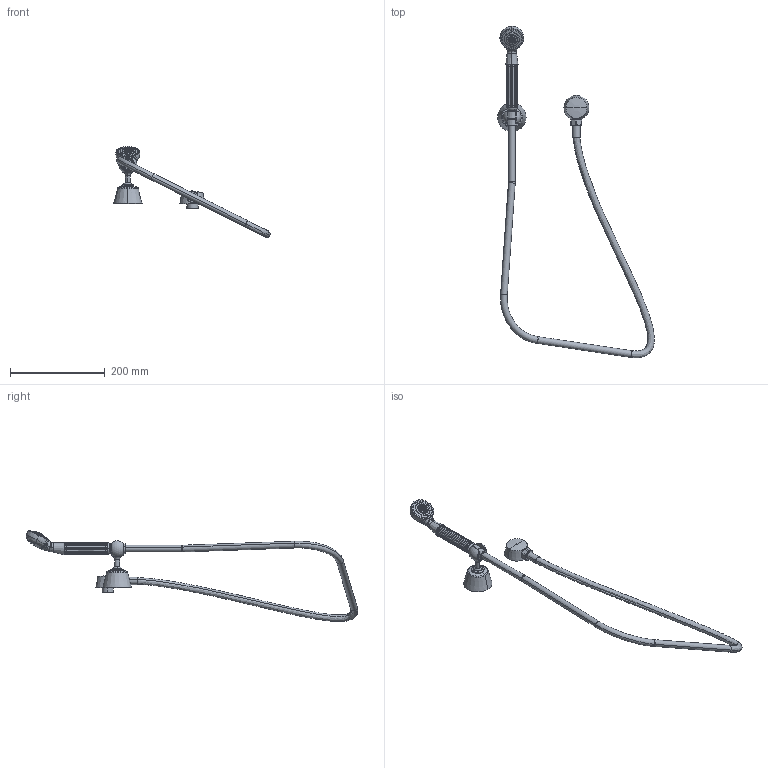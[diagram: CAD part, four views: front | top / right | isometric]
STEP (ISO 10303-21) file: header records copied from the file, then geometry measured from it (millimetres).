
FILE_DESCRIPTION((''),'2;1');
FILE_NAME('280A','2020-12-10T16:22:47',('jinson.thomas'),(''),'CREO PARAMETRIC BY PTC INC, 2018400','CREO PARAMETRIC BY PTC INC, 2018400','');
FILE_SCHEMA(('CONFIG_CONTROL_DESIGN'));
Length unit declared in the file: inch
Products named in the file (1): 280A
Bounding box: 330.9 x 699.86 x 192.3 mm (x, y, z)
Volume: 462934.5 mm3; surface area: 100729.8 mm2
Topology: 1 solids, 1 shells, 362 faces, 822 edges, 490 vertices
Faces by surface type: bspline 132, cylinder 77, plane 53, torus 47, cone 38, sphere 15
Entity records: 15725 total; most frequent: CARTESIAN_POINT 8521, ORIENTED_EDGE 1640, DIRECTION 1196, EDGE_CURVE 820, AXIS2_PLACEMENT_3D 512, VERTEX_POINT 490, EDGE_LOOP 396, B_SPLINE_CURVE_WITH_KNOTS 366
